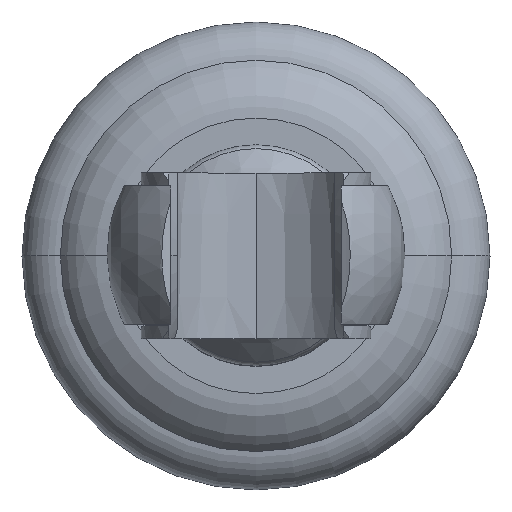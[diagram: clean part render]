
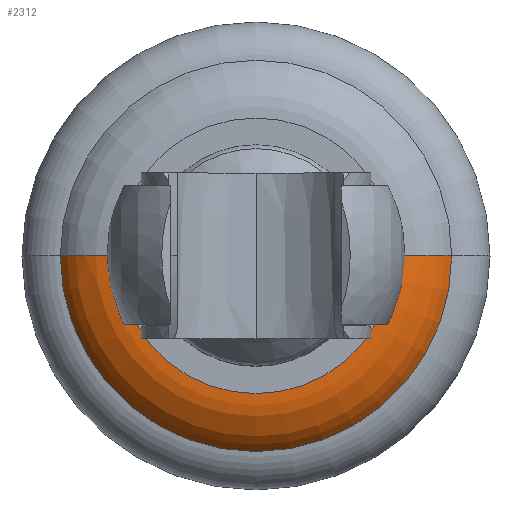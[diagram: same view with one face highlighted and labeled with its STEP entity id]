
A CAD part, top view. The second image highlights one B-rep face of the part: STEP entity #2312.
In plain terms, the highlighted toroidal (fillet/blend) face has major radius 16.191 mm and minor radius 8 mm.
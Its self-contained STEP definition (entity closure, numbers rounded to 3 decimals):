
#166 = DIRECTION ( 'NONE',  ( -1., 0., 0. ) ) ;
#169 = DIRECTION ( 'NONE',  ( 0., 1., 0. ) ) ;
#181 = DIRECTION ( 'NONE',  ( -1., 0., 0. ) ) ;
#185 = DIRECTION ( 'NONE',  ( 0., 1., 0. ) ) ;
#189 = CARTESIAN_POINT ( 'NONE',  ( 0., 10., 0. ) ) ;
#213 = CARTESIAN_POINT ( 'NONE',  ( 0., 2., 0. ) ) ;
#236 = ORIENTED_EDGE ( 'NONE', *, *, #2285, .F. ) ;
#256 = VERTEX_POINT ( 'NONE', #1518 ) ;
#263 = AXIS2_PLACEMENT_3D ( 'NONE', #1229, #1220, #1217 ) ;
#487 = CARTESIAN_POINT ( 'NONE',  ( -16.191, 10., 0. ) ) ;
#518 = VERTEX_POINT ( 'NONE', #1087 ) ;
#566 = AXIS2_PLACEMENT_3D ( 'NONE', #213, #169, #166 ) ;
#699 = AXIS2_PLACEMENT_3D ( 'NONE', #189, #185, #181 ) ;
#854 = ORIENTED_EDGE ( 'NONE', *, *, #1306, .T. ) ;
#891 = AXIS2_PLACEMENT_3D ( 'NONE', #1674, #1672, #1668 ) ;
#893 = CIRCLE ( 'NONE', #263, 23. ) ;
#1066 = CIRCLE ( 'NONE', #891, 8. ) ;
#1078 = ORIENTED_EDGE ( 'NONE', *, *, #1661, .T. ) ;
#1087 = CARTESIAN_POINT ( 'NONE',  ( -23., 6.2, 0. ) ) ;
#1108 = ORIENTED_EDGE ( 'NONE', *, *, #1482, .F. ) ;
#1174 = EDGE_LOOP ( 'NONE', ( #1078, #854, #236, #1108 ) ) ;
#1185 = CARTESIAN_POINT ( 'NONE',  ( 23., 6.2, 0. ) ) ;
#1217 = DIRECTION ( 'NONE',  ( -1., 0., 0. ) ) ;
#1220 = DIRECTION ( 'NONE',  ( 0., 1., 0. ) ) ;
#1229 = CARTESIAN_POINT ( 'NONE',  ( 0., 6.2, 0. ) ) ;
#1252 = CIRCLE ( 'NONE', #1353, 8. ) ;
#1306 = EDGE_CURVE ( 'NONE', #1710, #256, #1252, .T. ) ;
#1353 = AXIS2_PLACEMENT_3D ( 'NONE', #1909, #1904, #1899 ) ;
#1482 = EDGE_CURVE ( 'NONE', #518, #2200, #1066, .T. ) ;
#1518 = CARTESIAN_POINT ( 'NONE',  ( 16.191, 10., 0. ) ) ;
#1661 = EDGE_CURVE ( 'NONE', #518, #1710, #893, .T. ) ;
#1668 = DIRECTION ( 'NONE',  ( -1., 0., 0. ) ) ;
#1672 = DIRECTION ( 'NONE',  ( 0., 0., -1. ) ) ;
#1674 = CARTESIAN_POINT ( 'NONE',  ( -16.191, 2., 0. ) ) ;
#1710 = VERTEX_POINT ( 'NONE', #1185 ) ;
#1899 = DIRECTION ( 'NONE',  ( 1., 0., 0. ) ) ;
#1904 = DIRECTION ( 'NONE',  ( 0., 0., 1. ) ) ;
#1909 = CARTESIAN_POINT ( 'NONE',  ( 16.191, 2., 0. ) ) ;
#2056 = FACE_OUTER_BOUND ( 'NONE', #1174, .T. ) ;
#2200 = VERTEX_POINT ( 'NONE', #487 ) ;
#2267 = CIRCLE ( 'NONE', #699, 16.191 ) ;
#2285 = EDGE_CURVE ( 'NONE', #2200, #256, #2267, .T. ) ;
#2312 = ADVANCED_FACE ( 'NONE', ( #2056 ), #2364, .T. ) ;
#2364 = TOROIDAL_SURFACE ( 'NONE', #566, 16.191, 8. ) ;
